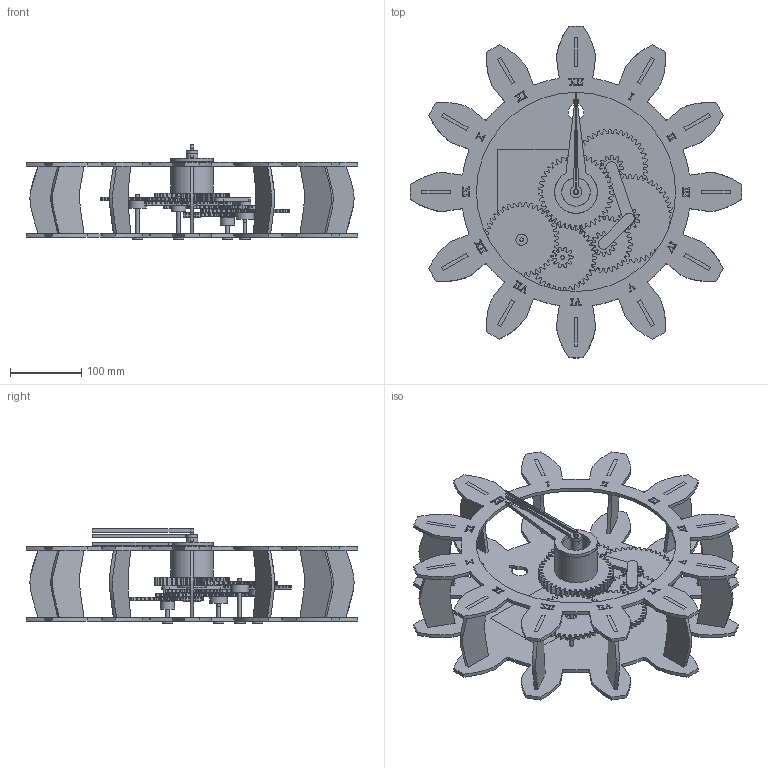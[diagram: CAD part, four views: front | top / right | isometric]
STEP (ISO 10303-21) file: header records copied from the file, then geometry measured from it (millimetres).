
FILE_DESCRIPTION(/* description */ (''),/* implementation_level */ '2;1');
FILE_NAME(/* name */ 'Clock V7.1 .step',/* time_stamp */ '2025-12-22T02:26:11+01:00',/* author */ (''),/* organization */ (''),/* preprocessor_version */ 'ST-DEVELOPER v20.1',/* originating_system */ 'Autodesk Translation Framework v14.21.0.0',/* authorisation */ '');
FILE_SCHEMA (('AUTOMOTIVE_DESIGN { 1 0 10303 214 3 1 1 }'));
Products named in the file (30): 2025-12-19-20-05-10-440; 2025-12-19-20-50-14-257; 2025-12-19-20-48-05-818; 2025-12-19-21-17-42-259; 2025-12-21-19-35-39-462; 2025-12-21-19-41-55-683; 2025-12-21-19-47-51-614; 2025-12-21-19-49-04-667; 2025-12-21-19-52-34-957; 2025-12-21-19-54-25-426; 2025-12-21-20-02-57-074; 2025-12-21-20-06-05-637; 2025-12-21-20-09-03-305; 2025-12-21-20-10-54-414; 2025-12-21-21-23-21-900; 2025-12-21-22-38-35-525; 2025-12-21-22-57-29-429; 2025-12-21-23-16-58-380; 2025-12-21-23-22-26-844; 2025-12-21-23-33-53-075; 2025-12-21-23-43-03-839; 2025-12-21-23-45-55-636; 2025-12-21-23-51-09-281; 2025-12-21-23-59-00-422; 2025-12-22-00-05-27-415; 2025-12-22-00-10-43-250; 2025-12-22-01-02-03-276; 2025-12-22-01-06-40-558; 2025-12-22-01-15-06-119; 2025-12-22-01-49-02-368
Assembly tree (40 placements, depth 2):
  2025-12-19-20-05-10-440
    2025-12-19-20-50-14-257
    2025-12-19-20-48-05-818  x12
    2025-12-19-21-17-42-259
    2025-12-21-19-35-39-462
    2025-12-21-19-41-55-683
    2025-12-21-19-47-51-614
    2025-12-21-19-49-04-667
    2025-12-21-19-52-34-957
    2025-12-21-19-54-25-426
    2025-12-21-20-02-57-074
    2025-12-21-20-06-05-637
    2025-12-21-20-09-03-305
    2025-12-21-20-10-54-414
    2025-12-21-21-23-21-900
    2025-12-21-22-38-35-525
    2025-12-21-22-57-29-429
    2025-12-21-23-16-58-380
    2025-12-21-23-22-26-844
    2025-12-21-23-33-53-075
    2025-12-21-23-43-03-839
    2025-12-21-23-45-55-636
    2025-12-21-23-51-09-281
    2025-12-21-23-59-00-422
    2025-12-22-00-05-27-415
    2025-12-22-00-10-43-250
    2025-12-22-01-02-03-276
    2025-12-22-01-06-40-558
    2025-12-22-01-15-06-119
    2025-12-22-01-49-02-368
Bounding box: 466.62 x 466.62 x 133 mm (x, y, z)
Volume: 1574803.9 mm3; surface area: 716648.4 mm2
Topology: 41 solids, 41 shells, 3894 faces, 11308 edges, 7536 vertices
Faces by surface type: bspline 2004, cylinder 1019, plane 871
Full cylindrical faces by diameter (mm): 2 x1, 3 x10, 5 x21, 8 x3, 15 x4, 16 x8, 20 x2, 25 x2, 40 x3, 60 x1, 280 x1
Entity records: 335969 total; most frequent: CARTESIAN_POINT 249904, ORIENTED_EDGE 22088, DIRECTION 12053, EDGE_CURVE 11044, VERTEX_POINT 7360, LINE 4219, VECTOR 4219, EDGE_LOOP 3969
